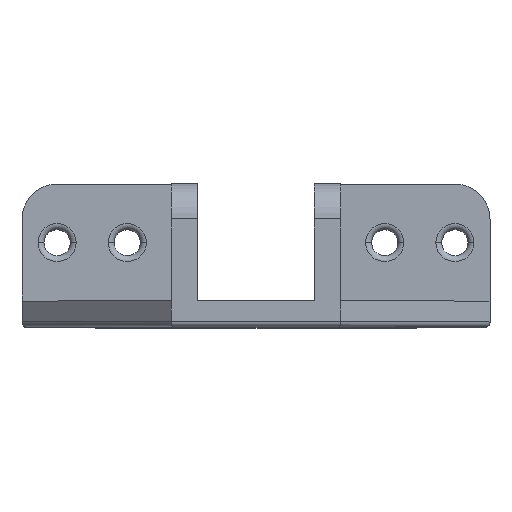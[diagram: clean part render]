
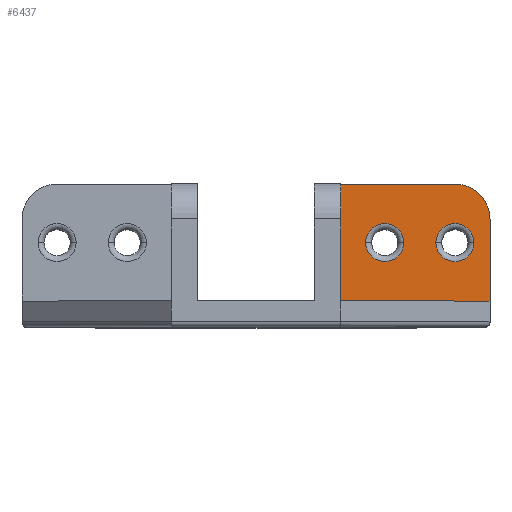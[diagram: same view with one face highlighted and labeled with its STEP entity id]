
A CAD part, top view. The second image highlights one B-rep face of the part: STEP entity #6437.
In plain terms, the highlighted planar face has unit normal (0, 0, 1).
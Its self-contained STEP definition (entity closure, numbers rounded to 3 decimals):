
#112 = CARTESIAN_POINT ( 'NONE',  ( 0., 24.5, 24.5 ) ) ;
#254 = CARTESIAN_POINT ( 'NONE',  ( 18.75, 14.5, 24.5 ) ) ;
#439 = FACE_BOUND ( 'NONE', #883, .T. ) ;
#521 = ORIENTED_EDGE ( 'NONE', *, *, #1530, .F. ) ;
#546 = ORIENTED_EDGE ( 'NONE', *, *, #836, .T. ) ;
#603 = VECTOR ( 'NONE', #4831, 1000. ) ;
#612 = DIRECTION ( 'NONE',  ( -1., 0., 0. ) ) ;
#661 = PLANE ( 'NONE',  #3622 ) ;
#787 = LINE ( 'NONE', #1539, #603 ) ;
#836 = EDGE_CURVE ( 'NONE', #4869, #1179, #3720, .T. ) ;
#839 = CARTESIAN_POINT ( 'NONE',  ( 22., 14.5, 24.5 ) ) ;
#883 = EDGE_LOOP ( 'NONE', ( #1020, #546 ) ) ;
#890 = AXIS2_PLACEMENT_3D ( 'NONE', #5394, #2101, #5952 ) ;
#1020 = ORIENTED_EDGE ( 'NONE', *, *, #1510, .T. ) ;
#1115 = VERTEX_POINT ( 'NONE', #254 ) ;
#1179 = VERTEX_POINT ( 'NONE', #2155 ) ;
#1364 = CARTESIAN_POINT ( 'NONE',  ( 34., 18.5, 24.5 ) ) ;
#1395 = DIRECTION ( 'NONE',  ( 1., 0., 0. ) ) ;
#1510 = EDGE_CURVE ( 'NONE', #1179, #4869, #3293, .T. ) ;
#1517 = VERTEX_POINT ( 'NONE', #4315 ) ;
#1530 = EDGE_CURVE ( 'NONE', #5356, #4105, #1657, .T. ) ;
#1539 = CARTESIAN_POINT ( 'NONE',  ( 14.5, 24.5, 24.5 ) ) ;
#1657 = LINE ( 'NONE', #4870, #5874 ) ;
#1671 = CARTESIAN_POINT ( 'NONE',  ( 0., 4.5, 24.5 ) ) ;
#1830 = AXIS2_PLACEMENT_3D ( 'NONE', #6172, #2863, #6738 ) ;
#1895 = CARTESIAN_POINT ( 'NONE',  ( 30.75, 14.5, 24.5 ) ) ;
#1922 = DIRECTION ( 'NONE',  ( 1., 0., 0. ) ) ;
#2087 = FACE_OUTER_BOUND ( 'NONE', #4660, .T. ) ;
#2101 = DIRECTION ( 'NONE',  ( 0., 0., -1. ) ) ;
#2103 = ORIENTED_EDGE ( 'NONE', *, *, #4911, .T. ) ;
#2155 = CARTESIAN_POINT ( 'NONE',  ( 37.25, 14.5, 24.5 ) ) ;
#2237 = CARTESIAN_POINT ( 'NONE',  ( 14.5, 24.5, 24.5 ) ) ;
#2262 = CARTESIAN_POINT ( 'NONE',  ( 0., 24.5, 24.5 ) ) ;
#2341 = CIRCLE ( 'NONE', #4226, 6. ) ;
#2475 = ORIENTED_EDGE ( 'NONE', *, *, #5795, .T. ) ;
#2540 = CARTESIAN_POINT ( 'NONE',  ( 40., 4.5, 24.5 ) ) ;
#2573 = EDGE_CURVE ( 'NONE', #5356, #4615, #2341, .T. ) ;
#2863 = DIRECTION ( 'NONE',  ( 0., 0., -1. ) ) ;
#2899 = DIRECTION ( 'NONE',  ( 0., 0., -1. ) ) ;
#3001 = CARTESIAN_POINT ( 'NONE',  ( 40., 18.5, 24.5 ) ) ;
#3116 = AXIS2_PLACEMENT_3D ( 'NONE', #839, #4699, #1395 ) ;
#3221 = EDGE_CURVE ( 'NONE', #4105, #6173, #4637, .T. ) ;
#3293 = CIRCLE ( 'NONE', #890, 3.25 ) ;
#3622 = AXIS2_PLACEMENT_3D ( 'NONE', #112, #6170, #4526 ) ;
#3720 = CIRCLE ( 'NONE', #6989, 3.25 ) ;
#4105 = VERTEX_POINT ( 'NONE', #2540 ) ;
#4226 = AXIS2_PLACEMENT_3D ( 'NONE', #1364, #5214, #1922 ) ;
#4286 = ORIENTED_EDGE ( 'NONE', *, *, #5104, .T. ) ;
#4315 = CARTESIAN_POINT ( 'NONE',  ( 25.25, 14.5, 24.5 ) ) ;
#4350 = VERTEX_POINT ( 'NONE', #2237 ) ;
#4483 = CIRCLE ( 'NONE', #3116, 3.25 ) ;
#4526 = DIRECTION ( 'NONE',  ( 1., 0., 0. ) ) ;
#4557 = ORIENTED_EDGE ( 'NONE', *, *, #2573, .T. ) ;
#4615 = VERTEX_POINT ( 'NONE', #4671 ) ;
#4637 = LINE ( 'NONE', #1671, #5751 ) ;
#4660 = EDGE_LOOP ( 'NONE', ( #521, #4557, #5160, #4286, #5977 ) ) ;
#4671 = CARTESIAN_POINT ( 'NONE',  ( 34., 24.5, 24.5 ) ) ;
#4672 = FACE_BOUND ( 'NONE', #5210, .T. ) ;
#4699 = DIRECTION ( 'NONE',  ( 0., 0., -1. ) ) ;
#4736 = CIRCLE ( 'NONE', #1830, 3.25 ) ;
#4831 = DIRECTION ( 'NONE',  ( 0., -1., 0. ) ) ;
#4869 = VERTEX_POINT ( 'NONE', #1895 ) ;
#4870 = CARTESIAN_POINT ( 'NONE',  ( 40., 24.5, 24.5 ) ) ;
#4910 = VECTOR ( 'NONE', #612, 1000. ) ;
#4911 = EDGE_CURVE ( 'NONE', #1115, #1517, #4483, .T. ) ;
#5104 = EDGE_CURVE ( 'NONE', #4350, #6173, #787, .T. ) ;
#5160 = ORIENTED_EDGE ( 'NONE', *, *, #5755, .T. ) ;
#5210 = EDGE_LOOP ( 'NONE', ( #2475, #2103 ) ) ;
#5214 = DIRECTION ( 'NONE',  ( 0., 0., 1. ) ) ;
#5339 = CARTESIAN_POINT ( 'NONE',  ( 14.5, 4.5, 24.5 ) ) ;
#5356 = VERTEX_POINT ( 'NONE', #3001 ) ;
#5394 = CARTESIAN_POINT ( 'NONE',  ( 34., 14.5, 24.5 ) ) ;
#5416 = DIRECTION ( 'NONE',  ( 0., -1., 0. ) ) ;
#5751 = VECTOR ( 'NONE', #6644, 1000. ) ;
#5755 = EDGE_CURVE ( 'NONE', #4615, #4350, #6389, .T. ) ;
#5795 = EDGE_CURVE ( 'NONE', #1517, #1115, #4736, .T. ) ;
#5874 = VECTOR ( 'NONE', #5416, 1000. ) ;
#5952 = DIRECTION ( 'NONE',  ( 1., 0., 0. ) ) ;
#5977 = ORIENTED_EDGE ( 'NONE', *, *, #3221, .F. ) ;
#6170 = DIRECTION ( 'NONE',  ( 0., 0., 1. ) ) ;
#6172 = CARTESIAN_POINT ( 'NONE',  ( 22., 14.5, 24.5 ) ) ;
#6173 = VERTEX_POINT ( 'NONE', #5339 ) ;
#6202 = CARTESIAN_POINT ( 'NONE',  ( 34., 14.5, 24.5 ) ) ;
#6389 = LINE ( 'NONE', #2262, #4910 ) ;
#6437 = ADVANCED_FACE ( 'NONE', ( #439, #4672, #2087 ), #661, .T. ) ;
#6644 = DIRECTION ( 'NONE',  ( -1., 0., 0. ) ) ;
#6738 = DIRECTION ( 'NONE',  ( 1., 0., 0. ) ) ;
#6773 = DIRECTION ( 'NONE',  ( 1., 0., 0. ) ) ;
#6989 = AXIS2_PLACEMENT_3D ( 'NONE', #6202, #2899, #6773 ) ;
